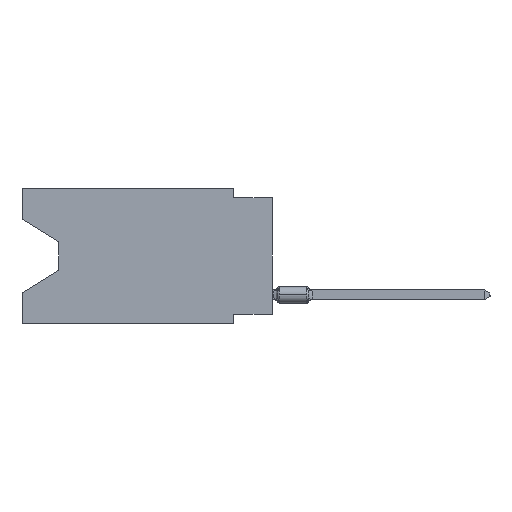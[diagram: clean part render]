
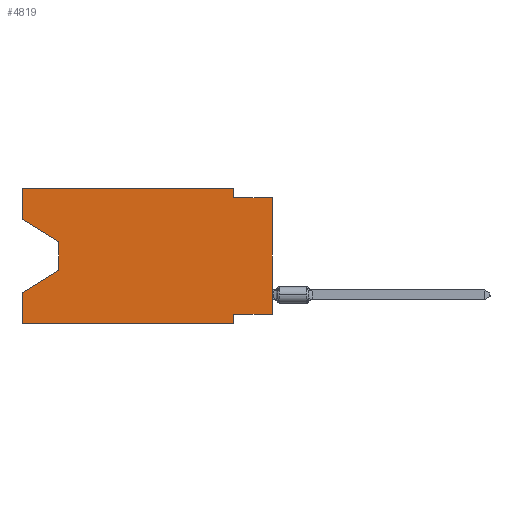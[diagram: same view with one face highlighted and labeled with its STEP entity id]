
A CAD part, left-side view. The second image highlights one B-rep face of the part: STEP entity #4819.
In plain terms, the highlighted planar face has unit normal (-1, 0, 0).
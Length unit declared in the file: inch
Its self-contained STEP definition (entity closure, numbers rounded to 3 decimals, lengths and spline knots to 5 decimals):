
#32 = DIRECTION ( 'NONE',  ( 0., 0., -1. ) ) ;
#332 = DIRECTION ( 'NONE',  ( 0., -0.855, -0.519 ) ) ;
#631 = CARTESIAN_POINT ( 'NONE',  ( 0., 0., 0. ) ) ;
#1296 = CARTESIAN_POINT ( 'NONE',  ( 0., 0., -0.025 ) ) ;
#1537 = EDGE_CURVE ( 'NONE', #4276, #14406, #4047, .T. ) ;
#1687 = CARTESIAN_POINT ( 'NONE',  ( 0., 0.645, 0. ) ) ;
#2165 = ORIENTED_EDGE ( 'NONE', *, *, #21262, .F. ) ;
#2232 = PLANE ( 'NONE',  #4333 ) ;
#2661 = LINE ( 'NONE', #16428, #9907 ) ;
#2808 = ORIENTED_EDGE ( 'NONE', *, *, #9391, .T. ) ;
#2942 = VERTEX_POINT ( 'NONE', #1296 ) ;
#3057 = VECTOR ( 'NONE', #11382, 39.37008 ) ;
#3158 = CARTESIAN_POINT ( 'NONE',  ( 0., 0., -0.025 ) ) ;
#3254 = VERTEX_POINT ( 'NONE', #14324 ) ;
#3606 = VERTEX_POINT ( 'NONE', #27027 ) ;
#3740 = EDGE_CURVE ( 'NONE', #4418, #2942, #18812, .T. ) ;
#4047 = LINE ( 'NONE', #1687, #22340 ) ;
#4276 = VERTEX_POINT ( 'NONE', #10474 ) ;
#4333 = AXIS2_PLACEMENT_3D ( 'NONE', #23131, #18052, #26970 ) ;
#4418 = VERTEX_POINT ( 'NONE', #15899 ) ;
#4443 = CARTESIAN_POINT ( 'NONE',  ( 0., 0.645, 0. ) ) ;
#4718 = CARTESIAN_POINT ( 'NONE',  ( 0., 0.1, 0. ) ) ;
#4819 = ADVANCED_FACE ( 'NONE', ( #20387 ), #2232, .F. ) ;
#5100 = CARTESIAN_POINT ( 'NONE',  ( 0., 0.1, -0.35 ) ) ;
#5296 = CARTESIAN_POINT ( 'NONE',  ( 0., 0.55, -0.212 ) ) ;
#5299 = DIRECTION ( 'NONE',  ( 0., -1., 0. ) ) ;
#5398 = EDGE_CURVE ( 'NONE', #4276, #24161, #25571, .T. ) ;
#5651 = VERTEX_POINT ( 'NONE', #26866 ) ;
#6524 = CARTESIAN_POINT ( 'NONE',  ( 0., 0.645, 0. ) ) ;
#6685 = EDGE_CURVE ( 'NONE', #5651, #2942, #20699, .T. ) ;
#7393 = LINE ( 'NONE', #11498, #27553 ) ;
#7403 = VECTOR ( 'NONE', #27666, 39.37008 ) ;
#8038 = CARTESIAN_POINT ( 'NONE',  ( 0., 0.55, -0.138 ) ) ;
#8170 = ORIENTED_EDGE ( 'NONE', *, *, #16574, .T. ) ;
#8831 = EDGE_CURVE ( 'NONE', #3606, #21541, #28916, .T. ) ;
#8855 = DIRECTION ( 'NONE',  ( 0., 0., 1. ) ) ;
#9391 = EDGE_CURVE ( 'NONE', #3254, #14406, #25774, .T. ) ;
#9843 = VERTEX_POINT ( 'NONE', #25220 ) ;
#9907 = VECTOR ( 'NONE', #5299, 39.37008 ) ;
#10176 = DIRECTION ( 'NONE',  ( 0., -1., 0. ) ) ;
#10474 = CARTESIAN_POINT ( 'NONE',  ( 0., 0.645, -0.35 ) ) ;
#11382 = DIRECTION ( 'NONE',  ( 0., 0., -1. ) ) ;
#11498 = CARTESIAN_POINT ( 'NONE',  ( 0., 0., -0.325 ) ) ;
#11513 = VECTOR ( 'NONE', #332, 39.37008 ) ;
#11677 = ORIENTED_EDGE ( 'NONE', *, *, #3740, .F. ) ;
#11757 = LINE ( 'NONE', #20399, #11513 ) ;
#12330 = CARTESIAN_POINT ( 'NONE',  ( 0., 0.1, -0.325 ) ) ;
#12711 = VECTOR ( 'NONE', #10176, 39.37008 ) ;
#13468 = EDGE_CURVE ( 'NONE', #9843, #4418, #15579, .T. ) ;
#13994 = DIRECTION ( 'NONE',  ( 0., 0., 1. ) ) ;
#14324 = CARTESIAN_POINT ( 'NONE',  ( 0., 0.55, -0.212 ) ) ;
#14406 = VERTEX_POINT ( 'NONE', #26762 ) ;
#15251 = VECTOR ( 'NONE', #32, 39.37008 ) ;
#15335 = CARTESIAN_POINT ( 'NONE',  ( 0., 0.645, -0.35 ) ) ;
#15579 = LINE ( 'NONE', #4718, #15251 ) ;
#15899 = CARTESIAN_POINT ( 'NONE',  ( 0., 0.1, -0.025 ) ) ;
#16075 = LINE ( 'NONE', #5100, #3057 ) ;
#16125 = CARTESIAN_POINT ( 'NONE',  ( 0., 0.55, -0.138 ) ) ;
#16397 = ORIENTED_EDGE ( 'NONE', *, *, #6685, .T. ) ;
#16428 = CARTESIAN_POINT ( 'NONE',  ( 0., 0.645, 0. ) ) ;
#16574 = EDGE_CURVE ( 'NONE', #24747, #3254, #25333, .T. ) ;
#16596 = CARTESIAN_POINT ( 'NONE',  ( 0., 0.1, -0.35 ) ) ;
#17365 = DIRECTION ( 'NONE',  ( 0., 0., 1. ) ) ;
#17453 = ORIENTED_EDGE ( 'NONE', *, *, #26708, .T. ) ;
#18045 = EDGE_CURVE ( 'NONE', #21541, #9843, #2661, .T. ) ;
#18052 = DIRECTION ( 'NONE',  ( 1., 0., 0. ) ) ;
#18812 = LINE ( 'NONE', #3158, #12711 ) ;
#19562 = DIRECTION ( 'NONE',  ( 0., -1., 0. ) ) ;
#19797 = ORIENTED_EDGE ( 'NONE', *, *, #5398, .T. ) ;
#20387 = FACE_OUTER_BOUND ( 'NONE', #27933, .T. ) ;
#20399 = CARTESIAN_POINT ( 'NONE',  ( 0., 0.645, -0.08025 ) ) ;
#20653 = DIRECTION ( 'NONE',  ( 0., 0.855, -0.519 ) ) ;
#20682 = VERTEX_POINT ( 'NONE', #12330 ) ;
#20699 = LINE ( 'NONE', #631, #20991 ) ;
#20991 = VECTOR ( 'NONE', #13994, 39.37008 ) ;
#21262 = EDGE_CURVE ( 'NONE', #20682, #24161, #16075, .T. ) ;
#21541 = VERTEX_POINT ( 'NONE', #4443 ) ;
#22091 = ORIENTED_EDGE ( 'NONE', *, *, #18045, .F. ) ;
#22340 = VECTOR ( 'NONE', #17365, 39.37008 ) ;
#22781 = DIRECTION ( 'NONE',  ( 0., 1., 0. ) ) ;
#23129 = ORIENTED_EDGE ( 'NONE', *, *, #8831, .F. ) ;
#23131 = CARTESIAN_POINT ( 'NONE',  ( 0., 0.645, 0. ) ) ;
#23577 = ORIENTED_EDGE ( 'NONE', *, *, #13468, .F. ) ;
#24161 = VERTEX_POINT ( 'NONE', #16596 ) ;
#24747 = VERTEX_POINT ( 'NONE', #8038 ) ;
#25220 = CARTESIAN_POINT ( 'NONE',  ( 0., 0.1, 0. ) ) ;
#25333 = LINE ( 'NONE', #16125, #7403 ) ;
#25571 = LINE ( 'NONE', #15335, #26612 ) ;
#25774 = LINE ( 'NONE', #5296, #27285 ) ;
#26250 = EDGE_CURVE ( 'NONE', #5651, #20682, #7393, .T. ) ;
#26317 = ORIENTED_EDGE ( 'NONE', *, *, #26250, .F. ) ;
#26612 = VECTOR ( 'NONE', #19562, 39.37008 ) ;
#26708 = EDGE_CURVE ( 'NONE', #3606, #24747, #11757, .T. ) ;
#26762 = CARTESIAN_POINT ( 'NONE',  ( 0., 0.645, -0.26975 ) ) ;
#26866 = CARTESIAN_POINT ( 'NONE',  ( 0., 0., -0.325 ) ) ;
#26970 = DIRECTION ( 'NONE',  ( 0., 0., -1. ) ) ;
#27027 = CARTESIAN_POINT ( 'NONE',  ( 0., 0.645, -0.08025 ) ) ;
#27262 = VECTOR ( 'NONE', #8855, 39.37008 ) ;
#27285 = VECTOR ( 'NONE', #20653, 39.37008 ) ;
#27553 = VECTOR ( 'NONE', #22781, 39.37008 ) ;
#27666 = DIRECTION ( 'NONE',  ( 0., 0., -1. ) ) ;
#27933 = EDGE_LOOP ( 'NONE', ( #17453, #8170, #2808, #28402, #19797, #2165, #26317, #16397, #11677, #23577, #22091, #23129 ) ) ;
#28402 = ORIENTED_EDGE ( 'NONE', *, *, #1537, .F. ) ;
#28916 = LINE ( 'NONE', #6524, #27262 ) ;
